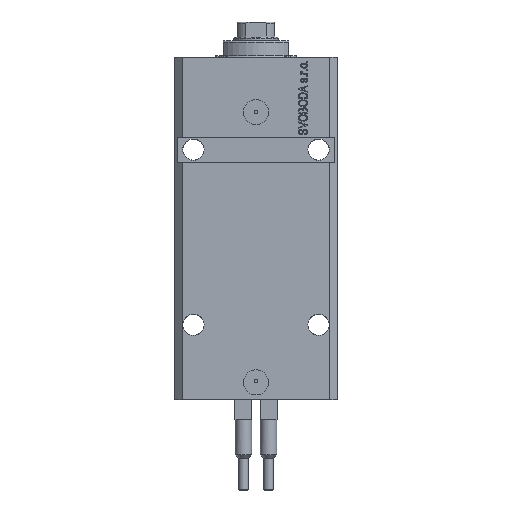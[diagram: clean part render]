
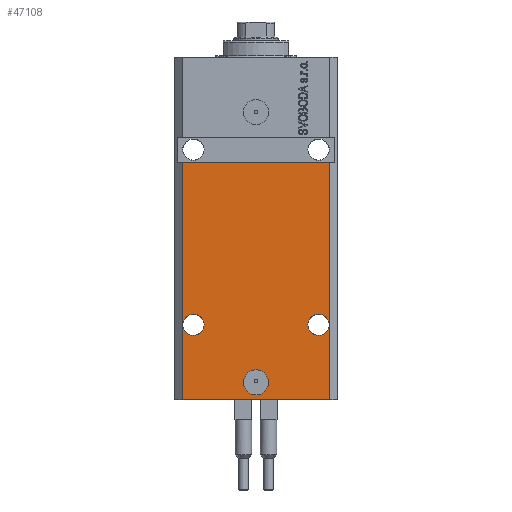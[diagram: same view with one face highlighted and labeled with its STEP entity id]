
A CAD part, front view. The second image highlights one B-rep face of the part: STEP entity #47108.
In plain terms, the highlighted planar face has unit normal (0, -1, 0).
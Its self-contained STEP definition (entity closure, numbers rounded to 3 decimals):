
#211 = FACE_BOUND ( 'NONE', #29391, .T. ) ;
#776 = EDGE_LOOP ( 'NONE', ( #24589, #37737 ) ) ;
#1325 = ORIENTED_EDGE ( 'NONE', *, *, #34196, .F. ) ;
#1527 = DIRECTION ( 'NONE',  ( 0., -1., 0. ) ) ;
#2372 = AXIS2_PLACEMENT_3D ( 'NONE', #29916, #3151, #19006 ) ;
#2829 = VERTEX_POINT ( 'NONE', #7457 ) ;
#3151 = DIRECTION ( 'NONE',  ( 0., -1., 0. ) ) ;
#3293 = DIRECTION ( 'NONE',  ( 0., -1., 0. ) ) ;
#3849 = CIRCLE ( 'NONE', #15751, 5. ) ;
#4182 = FACE_BOUND ( 'NONE', #4638, .T. ) ;
#4638 = EDGE_LOOP ( 'NONE', ( #27746, #1325 ) ) ;
#5248 = EDGE_CURVE ( 'NONE', #36633, #22187, #28853, .T. ) ;
#5738 = EDGE_LOOP ( 'NONE', ( #45477, #19128, #19415, #37597 ) ) ;
#7027 = CARTESIAN_POINT ( 'NONE',  ( 0., -22.5, -130. ) ) ;
#7457 = CARTESIAN_POINT ( 'NONE',  ( 5., -22.5, -130. ) ) ;
#8957 = DIRECTION ( 'NONE',  ( 1., 0., 0. ) ) ;
#9463 = CARTESIAN_POINT ( 'NONE',  ( -32.5, -22.5, -42. ) ) ;
#10102 = LINE ( 'NONE', #21261, #26099 ) ;
#10206 = VERTEX_POINT ( 'NONE', #38783 ) ;
#10801 = CARTESIAN_POINT ( 'NONE',  ( -29.5, -22.5, -137. ) ) ;
#10925 = VERTEX_POINT ( 'NONE', #24912 ) ;
#12059 = EDGE_CURVE ( 'NONE', #34650, #41421, #29642, .T. ) ;
#12113 = DIRECTION ( 'NONE',  ( 0., -1., 0. ) ) ;
#12667 = CIRCLE ( 'NONE', #2372, 4.25 ) ;
#14063 = DIRECTION ( 'NONE',  ( 0., 0., 1. ) ) ;
#14113 = VECTOR ( 'NONE', #21891, 1000. ) ;
#15338 = PLANE ( 'NONE',  #23166 ) ;
#15751 = AXIS2_PLACEMENT_3D ( 'NONE', #7027, #40523, #36314 ) ;
#15840 = FACE_BOUND ( 'NONE', #776, .T. ) ;
#16408 = EDGE_CURVE ( 'NONE', #44051, #25260, #24583, .T. ) ;
#17810 = EDGE_CURVE ( 'NONE', #41421, #25260, #18420, .T. ) ;
#17936 = CARTESIAN_POINT ( 'NONE',  ( -25., -22.5, -107. ) ) ;
#18420 = LINE ( 'NONE', #48923, #14113 ) ;
#18687 = CIRCLE ( 'NONE', #28983, 5. ) ;
#19006 = DIRECTION ( 'NONE',  ( -1., 0., 0. ) ) ;
#19104 = DIRECTION ( 'NONE',  ( 1., 0., 0. ) ) ;
#19128 = ORIENTED_EDGE ( 'NONE', *, *, #36324, .F. ) ;
#19348 = DIRECTION ( 'NONE',  ( 0., -1., 0. ) ) ;
#19415 = ORIENTED_EDGE ( 'NONE', *, *, #12059, .T. ) ;
#21261 = CARTESIAN_POINT ( 'NONE',  ( -29.5, -22.5, -137. ) ) ;
#21891 = DIRECTION ( 'NONE',  ( 0., 0., 1. ) ) ;
#22016 = DIRECTION ( 'NONE',  ( 1., 0., 0. ) ) ;
#22187 = VERTEX_POINT ( 'NONE', #37989 ) ;
#23166 = AXIS2_PLACEMENT_3D ( 'NONE', #46111, #12113, #34174 ) ;
#23267 = FACE_OUTER_BOUND ( 'NONE', #5738, .T. ) ;
#23832 = ORIENTED_EDGE ( 'NONE', *, *, #30948, .F. ) ;
#24583 = LINE ( 'NONE', #9463, #48146 ) ;
#24589 = ORIENTED_EDGE ( 'NONE', *, *, #5248, .F. ) ;
#24912 = CARTESIAN_POINT ( 'NONE',  ( -5., -22.5, -130. ) ) ;
#25260 = VERTEX_POINT ( 'NONE', #42731 ) ;
#25414 = EDGE_CURVE ( 'NONE', #2829, #10925, #18687, .T. ) ;
#26042 = CARTESIAN_POINT ( 'NONE',  ( 0., -22.5, -130. ) ) ;
#26099 = VECTOR ( 'NONE', #14063, 1000. ) ;
#26468 = AXIS2_PLACEMENT_3D ( 'NONE', #17936, #3293, #47457 ) ;
#27746 = ORIENTED_EDGE ( 'NONE', *, *, #25414, .F. ) ;
#28314 = DIRECTION ( 'NONE',  ( 1., 0., 0. ) ) ;
#28853 = CIRCLE ( 'NONE', #26468, 4.25 ) ;
#28983 = AXIS2_PLACEMENT_3D ( 'NONE', #26042, #19348, #19104 ) ;
#29097 = VECTOR ( 'NONE', #33842, 1000. ) ;
#29391 = EDGE_LOOP ( 'NONE', ( #29743, #23832 ) ) ;
#29642 = LINE ( 'NONE', #10801, #29097 ) ;
#29743 = ORIENTED_EDGE ( 'NONE', *, *, #41235, .F. ) ;
#29916 = CARTESIAN_POINT ( 'NONE',  ( -25., -22.5, -107. ) ) ;
#30394 = CARTESIAN_POINT ( 'NONE',  ( 29.25, -22.5, -107. ) ) ;
#30948 = EDGE_CURVE ( 'NONE', #10206, #46413, #44960, .T. ) ;
#33842 = DIRECTION ( 'NONE',  ( 1., 0., 0. ) ) ;
#34174 = DIRECTION ( 'NONE',  ( 1., 0., 0. ) ) ;
#34196 = EDGE_CURVE ( 'NONE', #10925, #2829, #3849, .T. ) ;
#34650 = VERTEX_POINT ( 'NONE', #45224 ) ;
#36314 = DIRECTION ( 'NONE',  ( 1., 0., 0. ) ) ;
#36324 = EDGE_CURVE ( 'NONE', #34650, #44051, #10102, .T. ) ;
#36365 = EDGE_CURVE ( 'NONE', #22187, #36633, #12667, .T. ) ;
#36633 = VERTEX_POINT ( 'NONE', #43781 ) ;
#37272 = CIRCLE ( 'NONE', #38869, 4.25 ) ;
#37597 = ORIENTED_EDGE ( 'NONE', *, *, #17810, .T. ) ;
#37737 = ORIENTED_EDGE ( 'NONE', *, *, #36365, .F. ) ;
#37989 = CARTESIAN_POINT ( 'NONE',  ( -29.25, -22.5, -107. ) ) ;
#38783 = CARTESIAN_POINT ( 'NONE',  ( 20.75, -22.5, -107. ) ) ;
#38869 = AXIS2_PLACEMENT_3D ( 'NONE', #42956, #1527, #8957 ) ;
#39790 = CARTESIAN_POINT ( 'NONE',  ( -29.5, -22.5, -42. ) ) ;
#40171 = AXIS2_PLACEMENT_3D ( 'NONE', #48320, #44589, #22016 ) ;
#40523 = DIRECTION ( 'NONE',  ( 0., -1., 0. ) ) ;
#41235 = EDGE_CURVE ( 'NONE', #46413, #10206, #37272, .T. ) ;
#41421 = VERTEX_POINT ( 'NONE', #49105 ) ;
#42731 = CARTESIAN_POINT ( 'NONE',  ( 29.5, -22.5, -42. ) ) ;
#42956 = CARTESIAN_POINT ( 'NONE',  ( 25., -22.5, -107. ) ) ;
#43781 = CARTESIAN_POINT ( 'NONE',  ( -20.75, -22.5, -107. ) ) ;
#44051 = VERTEX_POINT ( 'NONE', #39790 ) ;
#44589 = DIRECTION ( 'NONE',  ( 0., -1., 0. ) ) ;
#44960 = CIRCLE ( 'NONE', #40171, 4.25 ) ;
#45224 = CARTESIAN_POINT ( 'NONE',  ( -29.5, -22.5, -137. ) ) ;
#45477 = ORIENTED_EDGE ( 'NONE', *, *, #16408, .F. ) ;
#46111 = CARTESIAN_POINT ( 'NONE',  ( -29.5, -22.5, -137. ) ) ;
#46413 = VERTEX_POINT ( 'NONE', #30394 ) ;
#47108 = ADVANCED_FACE ( 'NONE', ( #4182, #211, #15840, #23267 ), #15338, .T. ) ;
#47457 = DIRECTION ( 'NONE',  ( -1., 0., 0. ) ) ;
#48146 = VECTOR ( 'NONE', #28314, 1000. ) ;
#48320 = CARTESIAN_POINT ( 'NONE',  ( 25., -22.5, -107. ) ) ;
#48923 = CARTESIAN_POINT ( 'NONE',  ( 29.5, -22.5, -137. ) ) ;
#49105 = CARTESIAN_POINT ( 'NONE',  ( 29.5, -22.5, -137. ) ) ;
